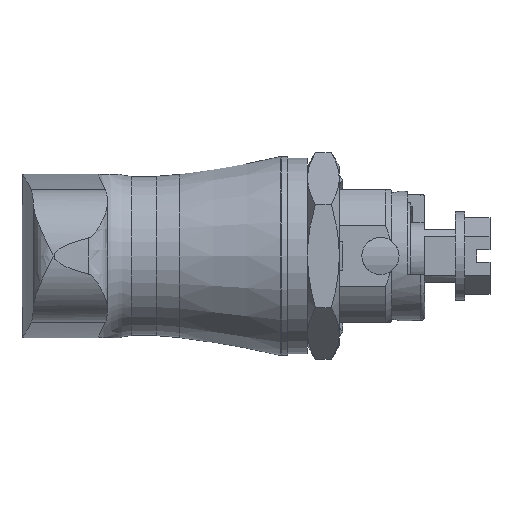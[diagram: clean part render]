
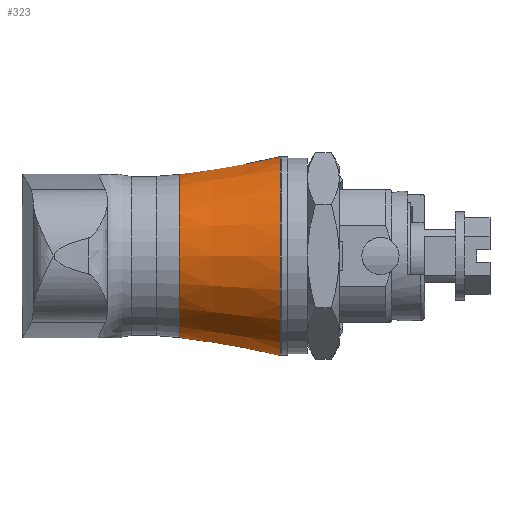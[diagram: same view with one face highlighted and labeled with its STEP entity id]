
A CAD part, left-side view. The second image highlights one B-rep face of the part: STEP entity #323.
In plain terms, the highlighted conical face has half-angle 10 degrees and reference radius 12.304 mm.
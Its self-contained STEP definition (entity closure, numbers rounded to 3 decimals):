
#323 = ADVANCED_FACE( '', ( #741, #742 ), #743, .T. );
#741 = FACE_OUTER_BOUND( '', #1330, .T. );
#742 = FACE_BOUND( '', #1331, .T. );
#743 = CONICAL_SURFACE( '', #1332, 12.304, 0.175 );
#1330 = EDGE_LOOP( '', ( #1967 ) );
#1331 = EDGE_LOOP( '', ( #1968 ) );
#1332 = AXIS2_PLACEMENT_3D( '', #1969, #1970, #1971 );
#1967 = ORIENTED_EDGE( '', *, *, #3478, .F. );
#1968 = ORIENTED_EDGE( '', *, *, #3479, .T. );
#1969 = CARTESIAN_POINT( '', ( 0., 16.291, 0. ) );
#1970 = DIRECTION( '', ( 0., -1., 0. ) );
#1971 = DIRECTION( '', ( 1., 0., 0. ) );
#3478 = EDGE_CURVE( '', #4124, #4124, #4125, .T. );
#3479 = EDGE_CURVE( '', #4126, #4126, #4127, .T. );
#4124 = VERTEX_POINT( '', #5104 );
#4125 = CIRCLE( '', #5105, 14.985 );
#4126 = VERTEX_POINT( '', #5106 );
#4127 = CIRCLE( '', #5107, 12.304 );
#5104 = CARTESIAN_POINT( '', ( 14.985, 1.086, 0. ) );
#5105 = AXIS2_PLACEMENT_3D( '', #6941, #6942, #6943 );
#5106 = CARTESIAN_POINT( '', ( 12.304, 16.291, 0. ) );
#5107 = AXIS2_PLACEMENT_3D( '', #6944, #6945, #6946 );
#6941 = CARTESIAN_POINT( '', ( 0., 1.086, 0. ) );
#6942 = DIRECTION( '', ( 0., -1., 0. ) );
#6943 = DIRECTION( '', ( 1., 0., 0. ) );
#6944 = CARTESIAN_POINT( '', ( 0., 16.291, 0. ) );
#6945 = DIRECTION( '', ( 0., -1., 0. ) );
#6946 = DIRECTION( '', ( 1., 0., 0. ) );
